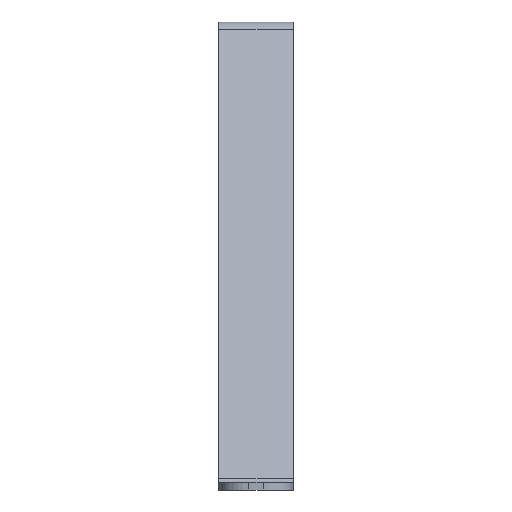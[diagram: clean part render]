
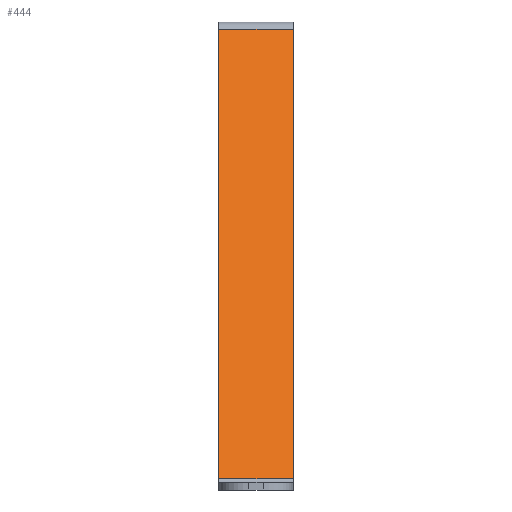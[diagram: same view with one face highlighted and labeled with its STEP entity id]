
A CAD part, left-side view. The second image highlights one B-rep face of the part: STEP entity #444.
In plain terms, the highlighted planar face has unit normal (-0.866, 0, 0.5).
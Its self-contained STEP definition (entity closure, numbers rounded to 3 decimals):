
#32=PLANE($,#491);
#56=FACE_OUTER_BOUND($,#89,.T.);
#89=EDGE_LOOP($,(#376,#377,#378,#379));
#124=LINE($,#724,#164);
#129=LINE($,#741,#169);
#132=LINE($,#747,#172);
#133=LINE($,#748,#173);
#164=VECTOR($,#583,5.);
#169=VECTOR($,#606,34.93);
#172=VECTOR($,#611,34.93);
#173=VECTOR($,#612,5.);
#227=VERTEX_POINT($,#721);
#228=VERTEX_POINT($,#723);
#231=VERTEX_POINT($,#740);
#233=VERTEX_POINT($,#746);
#273=EDGE_CURVE($,#228,#227,#124,.T.);
#281=EDGE_CURVE($,#228,#231,#129,.T.);
#284=EDGE_CURVE($,#227,#233,#132,.T.);
#285=EDGE_CURVE($,#233,#231,#133,.T.);
#376=ORIENTED_EDGE($,*,*,#273,.T.);
#377=ORIENTED_EDGE($,*,*,#284,.T.);
#378=ORIENTED_EDGE($,*,*,#285,.T.);
#379=ORIENTED_EDGE($,*,*,#281,.F.);
#444=ADVANCED_FACE($,(#56),#32,.T.);
#491=AXIS2_PLACEMENT_3D($,#745,#609,#610);
#583=DIRECTION($,(0.,1.,0.));
#606=DIRECTION($,(-0.5,0.,-0.866));
#609=DIRECTION('center_axis',(-0.866,0.,
0.5));
#610=DIRECTION('ref_axis',(0.5,0.,0.866));
#611=DIRECTION($,(-0.5,0.,-0.866));
#612=DIRECTION($,(0.,-1.,0.));
#721=CARTESIAN_POINT('',(27.461,5.,31.));
#723=CARTESIAN_POINT('',(27.461,0.,31.));
#724=CARTESIAN_POINT($,(27.461,1.25,31.));
#740=CARTESIAN_POINT('',(9.996,0.,0.75));
#741=CARTESIAN_POINT($,(8.865,0.,-1.209));
#745=CARTESIAN_POINT('Origin',(18.612,2.5,15.674));
#746=CARTESIAN_POINT('',(9.996,5.,0.75));
#747=CARTESIAN_POINT($,(8.865,5.,-1.209));
#748=CARTESIAN_POINT($,(9.996,2.5,0.75));
